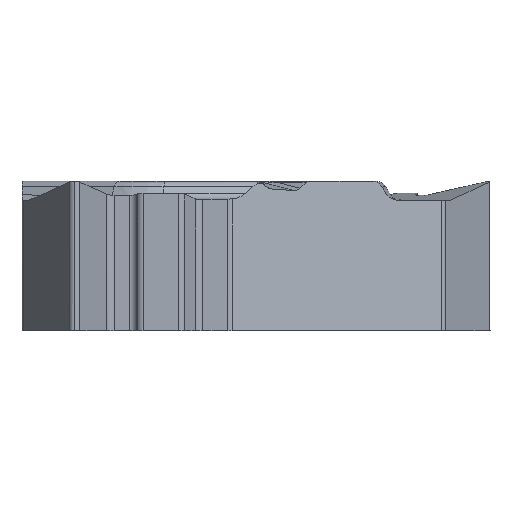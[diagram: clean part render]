
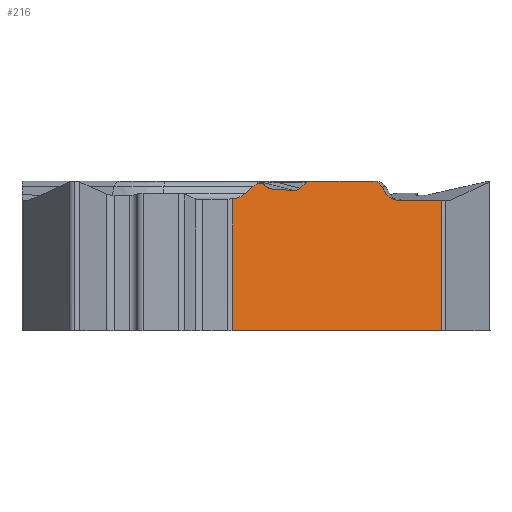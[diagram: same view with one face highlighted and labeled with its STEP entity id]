
A CAD part, front view. The second image highlights one B-rep face of the part: STEP entity #216.
In plain terms, the highlighted planar face has unit normal (0.5, -0.866, 0).
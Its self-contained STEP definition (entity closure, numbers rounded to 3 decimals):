
#216=ADVANCED_FACE('',(#397),#337,.F.);
#337=PLANE('',#2532);
#397=FACE_OUTER_BOUND('',#525,.T.);
#525=EDGE_LOOP('',(#828,#829,#830,#831,#832,#833,#834,#835,#836,#837,#838,
#839,#840,#841,#842,#843,#844,#845));
#661=ELLIPSE('',#2527,0.39,0.32);
#662=ELLIPSE('',#2528,0.377,0.32);
#663=ELLIPSE('',#2529,0.167,0.15);
#664=ELLIPSE('',#2530,0.64,0.32);
#665=ELLIPSE('',#2531,0.64,0.32);
#828=ORIENTED_EDGE('',*,*,#1750,.F.);
#829=ORIENTED_EDGE('',*,*,#1751,.T.);
#830=ORIENTED_EDGE('',*,*,#1752,.F.);
#831=ORIENTED_EDGE('',*,*,#1753,.T.);
#832=ORIENTED_EDGE('',*,*,#1754,.T.);
#833=ORIENTED_EDGE('',*,*,#1755,.F.);
#834=ORIENTED_EDGE('',*,*,#1756,.F.);
#835=ORIENTED_EDGE('',*,*,#1757,.F.);
#836=ORIENTED_EDGE('',*,*,#1758,.T.);
#837=ORIENTED_EDGE('',*,*,#1759,.T.);
#838=ORIENTED_EDGE('',*,*,#1760,.T.);
#839=ORIENTED_EDGE('',*,*,#1761,.T.);
#840=ORIENTED_EDGE('',*,*,#1762,.T.);
#841=ORIENTED_EDGE('',*,*,#1763,.F.);
#842=ORIENTED_EDGE('',*,*,#1764,.F.);
#843=ORIENTED_EDGE('',*,*,#1765,.F.);
#844=ORIENTED_EDGE('',*,*,#1766,.T.);
#845=ORIENTED_EDGE('',*,*,#1767,.T.);
#1500=VERTEX_POINT('',#4199);
#1501=VERTEX_POINT('',#4200);
#1502=VERTEX_POINT('',#4202);
#1503=VERTEX_POINT('',#4204);
#1504=VERTEX_POINT('',#4206);
#1505=VERTEX_POINT('',#4208);
#1506=VERTEX_POINT('',#4210);
#1507=VERTEX_POINT('',#4212);
#1508=VERTEX_POINT('',#4214);
#1509=VERTEX_POINT('',#4216);
#1510=VERTEX_POINT('',#4227);
#1511=VERTEX_POINT('',#4229);
#1512=VERTEX_POINT('',#4243);
#1513=VERTEX_POINT('',#4245);
#1514=VERTEX_POINT('',#4259);
#1515=VERTEX_POINT('',#4261);
#1516=VERTEX_POINT('',#4263);
#1517=VERTEX_POINT('',#4265);
#1750=EDGE_CURVE('',#1500,#1501,#2065,.T.);
#1751=EDGE_CURVE('',#1500,#1502,#2066,.T.);
#1752=EDGE_CURVE('',#1503,#1502,#2067,.T.);
#1753=EDGE_CURVE('',#1503,#1504,#661,.T.);
#1754=EDGE_CURVE('',#1504,#1505,#2068,.T.);
#1755=EDGE_CURVE('',#1506,#1505,#662,.T.);
#1756=EDGE_CURVE('',#1507,#1506,#2069,.T.);
#1757=EDGE_CURVE('',#1508,#1507,#663,.T.);
#1758=EDGE_CURVE('',#1508,#1509,#2070,.T.);
#1759=EDGE_CURVE('',#1509,#1510,#2431,.T.);
#1760=EDGE_CURVE('',#1510,#1511,#2071,.T.);
#1761=EDGE_CURVE('',#1511,#1512,#2432,.T.);
#1762=EDGE_CURVE('',#1512,#1513,#2072,.T.);
#1763=EDGE_CURVE('',#1514,#1513,#2433,.T.);
#1764=EDGE_CURVE('',#1515,#1514,#664,.T.);
#1765=EDGE_CURVE('',#1516,#1515,#2073,.T.);
#1766=EDGE_CURVE('',#1516,#1517,#665,.T.);
#1767=EDGE_CURVE('',#1517,#1501,#2074,.T.);
#2065=LINE('',#4198,#2266);
#2066=LINE('',#4201,#2267);
#2067=LINE('',#4203,#2268);
#2068=LINE('',#4207,#2269);
#2069=LINE('',#4211,#2270);
#2070=LINE('',#4215,#2271);
#2071=LINE('',#4228,#2272);
#2072=LINE('',#4244,#2273);
#2073=LINE('',#4262,#2274);
#2074=LINE('',#4266,#2275);
#2266=VECTOR('',#2891,1.);
#2267=VECTOR('',#2892,1.);
#2268=VECTOR('',#2893,1.);
#2269=VECTOR('',#2896,1.);
#2270=VECTOR('',#2899,1.);
#2271=VECTOR('',#2902,1.);
#2272=VECTOR('',#2903,1.);
#2273=VECTOR('',#2904,1.);
#2274=VECTOR('',#2907,1.);
#2275=VECTOR('',#2910,1.);
#2431=B_SPLINE_CURVE_WITH_KNOTS('',3,(#4217,#4218,#4219,#4220,#4221,#4222,
#4223,#4224,#4225,#4226),.UNSPECIFIED.,.F.,.F.,(4,3,3,4),(0.,0.474,
0.706,1.),.UNSPECIFIED.);
#2432=B_SPLINE_CURVE_WITH_KNOTS('',3,(#4230,#4231,#4232,#4233,#4234,#4235,
#4236,#4237,#4238,#4239,#4240,#4241,#4242),.UNSPECIFIED.,.F.,.F.,(4,3,3,
3,4),(0.,0.25,0.499,0.746,1.),
 .UNSPECIFIED.);
#2433=B_SPLINE_CURVE_WITH_KNOTS('',3,(#4246,#4247,#4248,#4249,#4250,#4251,
#4252,#4253,#4254,#4255,#4256,#4257,#4258),.UNSPECIFIED.,.F.,.F.,(4,3,3,
3,4),(0.,0.263,0.524,0.907,1.),
 .UNSPECIFIED.);
#2527=AXIS2_PLACEMENT_3D('',#4205,#2894,#2895);
#2528=AXIS2_PLACEMENT_3D('',#4209,#2897,#2898);
#2529=AXIS2_PLACEMENT_3D('',#4213,#2900,#2901);
#2530=AXIS2_PLACEMENT_3D('',#4260,#2905,#2906);
#2531=AXIS2_PLACEMENT_3D('',#4264,#2908,#2909);
#2532=AXIS2_PLACEMENT_3D('',#4267,#2911,#2912);
#2891=DIRECTION('',(-0.866,-0.5,0.));
#2892=DIRECTION('',(0.,0.,1.));
#2893=DIRECTION('',(0.866,0.5,0.));
#2894=DIRECTION('',(-0.5,0.866,0.));
#2895=DIRECTION('',(-0.859,-0.496,0.125));
#2896=DIRECTION('',(-0.527,-0.304,0.794));
#2897=DIRECTION('',(-0.5,0.866,0.));
#2898=DIRECTION('',(-0.866,-0.5,0.));
#2899=DIRECTION('',(0.866,0.5,0.));
#2900=DIRECTION('',(-0.5,0.866,0.));
#2901=DIRECTION('',(-0.866,-0.5,0.));
#2902=DIRECTION('',(-0.687,-0.397,-0.608));
#2903=DIRECTION('',(-0.865,-0.499,0.049));
#2904=DIRECTION('',(-0.656,-0.378,0.653));
#2905=DIRECTION('',(-0.5,0.866,0.));
#2906=DIRECTION('',(-0.866,-0.5,0.));
#2907=DIRECTION('',(0.686,0.396,0.61));
#2908=DIRECTION('',(-0.5,0.866,0.));
#2909=DIRECTION('',(0.866,0.5,0.));
#2910=DIRECTION('',(0.,0.,-1.));
#2911=DIRECTION('',(-0.5,0.866,0.));
#2912=DIRECTION('',(-0.866,-0.5,0.));
#4198=CARTESIAN_POINT('',(8.733,-0.457,-3.97));
#4199=CARTESIAN_POINT('',(6.402,-1.803,-3.97));
#4200=CARTESIAN_POINT('',(0.828,-5.021,-3.97));
#4201=CARTESIAN_POINT('',(6.402,-1.803,0.));
#4202=CARTESIAN_POINT('',(6.402,-1.803,-0.5));
#4203=CARTESIAN_POINT('',(-3.971,-7.792,-0.5));
#4204=CARTESIAN_POINT('',(5.231,-2.479,-0.5));
#4205=CARTESIAN_POINT('',(5.214,-2.489,-0.179));
#4206=CARTESIAN_POINT('',(4.932,-2.652,-0.341));
#4207=CARTESIAN_POINT('',(1.498,-4.634,4.836));
#4208=CARTESIAN_POINT('',(4.802,-2.727,-0.146));
#4209=CARTESIAN_POINT('',(4.528,-2.885,-0.32));
#4210=CARTESIAN_POINT('',(4.528,-2.885,0.));
#4211=CARTESIAN_POINT('',(-3.971,-7.792,0.));
#4212=CARTESIAN_POINT('',(2.884,-3.834,0.));
#4213=CARTESIAN_POINT('',(2.884,-3.834,-0.15));
#4214=CARTESIAN_POINT('',(2.79,-3.888,-0.036));
#4215=CARTESIAN_POINT('',(-1.455,-6.34,-3.792));
#4216=CARTESIAN_POINT('',(2.626,-3.983,-0.181));
#4217=CARTESIAN_POINT('',(2.626,-3.983,-0.181));
#4218=CARTESIAN_POINT('',(2.603,-3.996,-0.201));
#4219=CARTESIAN_POINT('',(2.577,-4.011,-0.217));
#4220=CARTESIAN_POINT('',(2.55,-4.027,-0.227));
#4221=CARTESIAN_POINT('',(2.536,-4.035,-0.232));
#4222=CARTESIAN_POINT('',(2.522,-4.043,-0.236));
#4223=CARTESIAN_POINT('',(2.508,-4.051,-0.238));
#4224=CARTESIAN_POINT('',(2.49,-4.061,-0.242));
#4225=CARTESIAN_POINT('',(2.472,-4.072,-0.243));
#4226=CARTESIAN_POINT('',(2.454,-4.082,-0.242));
#4227=CARTESIAN_POINT('',(2.454,-4.082,-0.242));
#4228=CARTESIAN_POINT('',(8.709,-0.471,-0.593));
#4229=CARTESIAN_POINT('',(1.894,-4.406,-0.21));
#4230=CARTESIAN_POINT('',(1.894,-4.406,-0.21));
#4231=CARTESIAN_POINT('',(1.878,-4.415,-0.209));
#4232=CARTESIAN_POINT('',(1.863,-4.424,-0.207));
#4233=CARTESIAN_POINT('',(1.847,-4.433,-0.203));
#4234=CARTESIAN_POINT('',(1.832,-4.442,-0.199));
#4235=CARTESIAN_POINT('',(1.817,-4.45,-0.194));
#4236=CARTESIAN_POINT('',(1.802,-4.459,-0.187));
#4237=CARTESIAN_POINT('',(1.788,-4.467,-0.18));
#4238=CARTESIAN_POINT('',(1.774,-4.475,-0.172));
#4239=CARTESIAN_POINT('',(1.761,-4.483,-0.163));
#4240=CARTESIAN_POINT('',(1.747,-4.491,-0.153));
#4241=CARTESIAN_POINT('',(1.734,-4.498,-0.142));
#4242=CARTESIAN_POINT('',(1.722,-4.505,-0.13));
#4243=CARTESIAN_POINT('',(1.722,-4.505,-0.13));
#4244=CARTESIAN_POINT('',(5.684,-2.218,-4.079));
#4245=CARTESIAN_POINT('',(1.696,-4.52,-0.104));
#4246=CARTESIAN_POINT('',(1.533,-4.614,-0.054));
#4247=CARTESIAN_POINT('',(1.548,-4.606,-0.048));
#4248=CARTESIAN_POINT('',(1.563,-4.597,-0.046));
#4249=CARTESIAN_POINT('',(1.579,-4.588,-0.046));
#4250=CARTESIAN_POINT('',(1.594,-4.579,-0.047));
#4251=CARTESIAN_POINT('',(1.609,-4.57,-0.05));
#4252=CARTESIAN_POINT('',(1.624,-4.562,-0.056));
#4253=CARTESIAN_POINT('',(1.645,-4.55,-0.064));
#4254=CARTESIAN_POINT('',(1.665,-4.538,-0.077));
#4255=CARTESIAN_POINT('',(1.683,-4.528,-0.092));
#4256=CARTESIAN_POINT('',(1.687,-4.525,-0.096));
#4257=CARTESIAN_POINT('',(1.691,-4.523,-0.1));
#4258=CARTESIAN_POINT('',(1.696,-4.52,-0.104));
#4259=CARTESIAN_POINT('',(1.533,-4.614,-0.054));
#4260=CARTESIAN_POINT('',(1.84,-4.437,-0.32));
#4261=CARTESIAN_POINT('',(1.375,-4.705,-0.146));
#4262=CARTESIAN_POINT('',(6.056,-2.003,4.016));
#4263=CARTESIAN_POINT('',(1.171,-4.823,-0.328));
#4264=CARTESIAN_POINT('',(0.706,-5.092,-0.153));
#4265=CARTESIAN_POINT('',(0.828,-5.021,-0.465));
#4266=CARTESIAN_POINT('',(0.828,-5.021,0.));
#4267=CARTESIAN_POINT('',(8.733,-0.457,0.));
